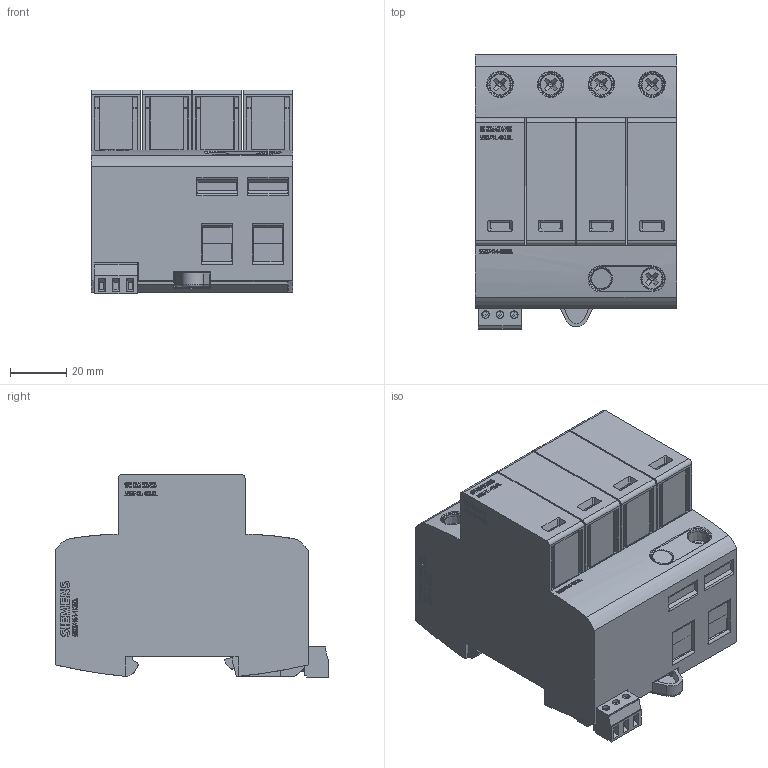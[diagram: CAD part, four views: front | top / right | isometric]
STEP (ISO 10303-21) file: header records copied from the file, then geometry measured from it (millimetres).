
FILE_DESCRIPTION(/* description */ (''),/* implementation_level */ '2;1');
FILE_NAME(/* name */ '5SD7414-1KU0x_3D_v.stp',/* time_stamp */ '2024-02-05T15:05:27+01:00',/* author */ (''),/* organization */ (''),/* preprocessor_version */ 'ST-DEVELOPER v18.101',/* originating_system */ 'SIEMENS PLM Software NX 2008',/* authorisation */ '');
FILE_SCHEMA (('AUTOMOTIVE_DESIGN { 1 0 10303 214 3 1 1 1 }'));
Products named in the file (1): DG MU_DG SU_4TE_SIEMEN_mit_Klemme_simplified_SA
Bounding box: 71.5 x 97.3 x 72.45 mm (x, y, z)
Volume: 359375.9 mm3; surface area: 55437.4 mm2
Topology: 1 solids, 1 shells, 1468 faces, 4061 edges, 2709 vertices
Faces by surface type: plane 1121, cylinder 176, extrusion 93, cone 65, torus 9, bspline 4
Entity records: 57402 total; most frequent: CARTESIAN_POINT 17838, ORIENTED_EDGE 8034, DIRECTION 5619, EDGE_CURVE 4017, VERTEX_POINT 2697, VECTOR 2165, LINE 2072, AXIS2_PLACEMENT_3D 1727
